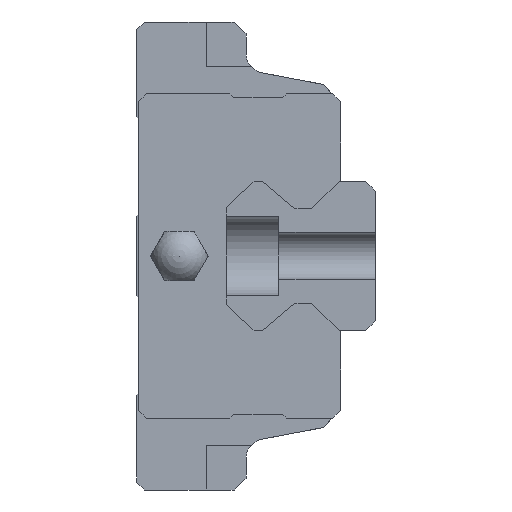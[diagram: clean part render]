
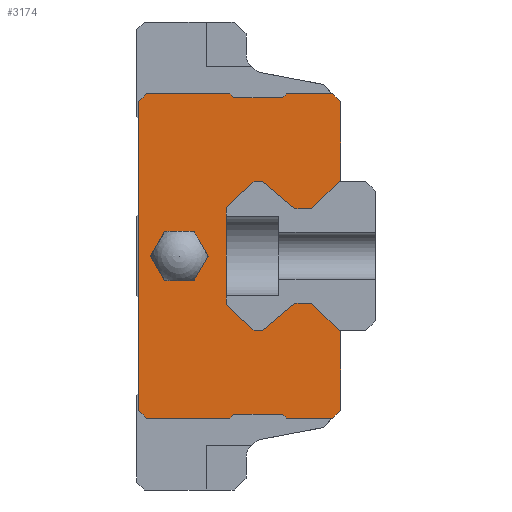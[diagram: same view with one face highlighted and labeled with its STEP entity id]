
A CAD part, left-side view. The second image highlights one B-rep face of the part: STEP entity #3174.
In plain terms, the highlighted planar face has unit normal (-1, 0, 0).
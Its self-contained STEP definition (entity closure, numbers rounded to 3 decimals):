
#683=ORIENTED_EDGE('',*,*,#1187,.F.);
#684=ORIENTED_EDGE('',*,*,#1184,.F.);
#685=ORIENTED_EDGE('',*,*,#1181,.F.);
#686=ORIENTED_EDGE('',*,*,#1178,.F.);
#687=ORIENTED_EDGE('',*,*,#1175,.F.);
#688=ORIENTED_EDGE('',*,*,#1172,.F.);
#689=ORIENTED_EDGE('',*,*,#1167,.F.);
#690=ORIENTED_EDGE('',*,*,#1337,.F.);
#691=ORIENTED_EDGE('',*,*,#1335,.F.);
#692=ORIENTED_EDGE('',*,*,#1333,.F.);
#693=ORIENTED_EDGE('',*,*,#1331,.F.);
#694=ORIENTED_EDGE('',*,*,#1329,.F.);
#695=ORIENTED_EDGE('',*,*,#1327,.F.);
#696=ORIENTED_EDGE('',*,*,#1325,.F.);
#697=ORIENTED_EDGE('',*,*,#1323,.F.);
#698=ORIENTED_EDGE('',*,*,#1321,.F.);
#699=ORIENTED_EDGE('',*,*,#1356,.F.);
#700=ORIENTED_EDGE('',*,*,#1354,.F.);
#701=ORIENTED_EDGE('',*,*,#1352,.F.);
#702=ORIENTED_EDGE('',*,*,#1350,.F.);
#703=ORIENTED_EDGE('',*,*,#1348,.F.);
#704=ORIENTED_EDGE('',*,*,#1346,.F.);
#705=ORIENTED_EDGE('',*,*,#1344,.F.);
#706=ORIENTED_EDGE('',*,*,#1342,.F.);
#707=ORIENTED_EDGE('',*,*,#1340,.F.);
#708=ORIENTED_EDGE('',*,*,#1338,.F.);
#709=ORIENTED_EDGE('',*,*,#1199,.F.);
#710=ORIENTED_EDGE('',*,*,#1196,.F.);
#711=ORIENTED_EDGE('',*,*,#1193,.F.);
#712=ORIENTED_EDGE('',*,*,#1190,.F.);
#713=ORIENTED_EDGE('',*,*,#1357,.T.);
#714=ORIENTED_EDGE('',*,*,#1358,.T.);
#715=ORIENTED_EDGE('',*,*,#1359,.T.);
#716=ORIENTED_EDGE('',*,*,#1360,.T.);
#717=ORIENTED_EDGE('',*,*,#1361,.T.);
#718=ORIENTED_EDGE('',*,*,#1362,.T.);
#1167=EDGE_CURVE('',#1595,#1596,#1886,.T.);
#1172=EDGE_CURVE('',#1596,#1600,#1891,.T.);
#1175=EDGE_CURVE('',#1600,#1602,#1894,.T.);
#1178=EDGE_CURVE('',#1602,#1604,#1897,.T.);
#1181=EDGE_CURVE('',#1604,#1606,#1900,.T.);
#1184=EDGE_CURVE('',#1606,#1608,#1903,.T.);
#1187=EDGE_CURVE('',#1608,#1610,#1906,.T.);
#1190=EDGE_CURVE('',#1610,#1612,#1909,.T.);
#1193=EDGE_CURVE('',#1612,#1614,#1912,.T.);
#1196=EDGE_CURVE('',#1614,#1616,#1915,.T.);
#1199=EDGE_CURVE('',#1616,#1618,#1918,.T.);
#1321=EDGE_CURVE('',#1685,#1686,#2031,.T.);
#1323=EDGE_CURVE('',#1686,#1687,#2033,.T.);
#1325=EDGE_CURVE('',#1687,#1688,#2035,.T.);
#1327=EDGE_CURVE('',#1688,#1689,#2037,.T.);
#1329=EDGE_CURVE('',#1689,#1690,#2039,.T.);
#1331=EDGE_CURVE('',#1690,#1691,#2041,.T.);
#1333=EDGE_CURVE('',#1691,#1692,#2043,.T.);
#1335=EDGE_CURVE('',#1692,#1693,#2045,.T.);
#1337=EDGE_CURVE('',#1693,#1595,#2047,.T.);
#1338=EDGE_CURVE('',#1618,#1694,#2048,.T.);
#1340=EDGE_CURVE('',#1694,#1695,#2050,.T.);
#1342=EDGE_CURVE('',#1695,#1696,#2052,.T.);
#1344=EDGE_CURVE('',#1696,#1697,#2054,.T.);
#1346=EDGE_CURVE('',#1697,#1698,#2056,.T.);
#1348=EDGE_CURVE('',#1698,#1699,#2058,.T.);
#1350=EDGE_CURVE('',#1699,#1700,#2060,.T.);
#1352=EDGE_CURVE('',#1700,#1701,#2062,.T.);
#1354=EDGE_CURVE('',#1701,#1702,#2064,.T.);
#1356=EDGE_CURVE('',#1702,#1685,#2066,.T.);
#1357=EDGE_CURVE('',#1703,#1704,#2067,.T.);
#1358=EDGE_CURVE('',#1704,#1705,#2068,.T.);
#1359=EDGE_CURVE('',#1705,#1706,#2069,.T.);
#1360=EDGE_CURVE('',#1706,#1707,#2070,.T.);
#1361=EDGE_CURVE('',#1707,#1708,#2071,.T.);
#1362=EDGE_CURVE('',#1708,#1703,#2072,.T.);
#1595=VERTEX_POINT('',#4648);
#1596=VERTEX_POINT('',#4650);
#1600=VERTEX_POINT('',#4660);
#1602=VERTEX_POINT('',#4666);
#1604=VERTEX_POINT('',#4672);
#1606=VERTEX_POINT('',#4678);
#1608=VERTEX_POINT('',#4684);
#1610=VERTEX_POINT('',#4690);
#1612=VERTEX_POINT('',#4696);
#1614=VERTEX_POINT('',#4702);
#1616=VERTEX_POINT('',#4708);
#1618=VERTEX_POINT('',#4714);
#1685=VERTEX_POINT('',#4948);
#1686=VERTEX_POINT('',#4950);
#1687=VERTEX_POINT('',#4954);
#1688=VERTEX_POINT('',#4958);
#1689=VERTEX_POINT('',#4962);
#1690=VERTEX_POINT('',#4966);
#1691=VERTEX_POINT('',#4970);
#1692=VERTEX_POINT('',#4974);
#1693=VERTEX_POINT('',#4978);
#1694=VERTEX_POINT('',#4984);
#1695=VERTEX_POINT('',#4988);
#1696=VERTEX_POINT('',#4992);
#1697=VERTEX_POINT('',#4996);
#1698=VERTEX_POINT('',#5000);
#1699=VERTEX_POINT('',#5004);
#1700=VERTEX_POINT('',#5008);
#1701=VERTEX_POINT('',#5012);
#1702=VERTEX_POINT('',#5016);
#1703=VERTEX_POINT('',#5022);
#1704=VERTEX_POINT('',#5023);
#1705=VERTEX_POINT('',#5025);
#1706=VERTEX_POINT('',#5027);
#1707=VERTEX_POINT('',#5029);
#1708=VERTEX_POINT('',#5031);
#1886=LINE('',#4649,#2268);
#1891=LINE('',#4659,#2273);
#1894=LINE('',#4665,#2276);
#1897=LINE('',#4671,#2279);
#1900=LINE('',#4677,#2282);
#1903=LINE('',#4683,#2285);
#1906=LINE('',#4689,#2288);
#1909=LINE('',#4695,#2291);
#1912=LINE('',#4701,#2294);
#1915=LINE('',#4707,#2297);
#1918=LINE('',#4713,#2300);
#2031=LINE('',#4949,#2413);
#2033=LINE('',#4953,#2415);
#2035=LINE('',#4957,#2417);
#2037=LINE('',#4961,#2419);
#2039=LINE('',#4965,#2421);
#2041=LINE('',#4969,#2423);
#2043=LINE('',#4973,#2425);
#2045=LINE('',#4977,#2427);
#2047=LINE('',#4981,#2429);
#2048=LINE('',#4983,#2430);
#2050=LINE('',#4987,#2432);
#2052=LINE('',#4991,#2434);
#2054=LINE('',#4995,#2436);
#2056=LINE('',#4999,#2438);
#2058=LINE('',#5003,#2440);
#2060=LINE('',#5007,#2442);
#2062=LINE('',#5011,#2444);
#2064=LINE('',#5015,#2446);
#2066=LINE('',#5019,#2448);
#2067=LINE('',#5021,#2449);
#2068=LINE('',#5024,#2450);
#2069=LINE('',#5026,#2451);
#2070=LINE('',#5028,#2452);
#2071=LINE('',#5030,#2453);
#2072=LINE('',#5032,#2454);
#2268=VECTOR('',#3710,1000.);
#2273=VECTOR('',#3717,1000.);
#2276=VECTOR('',#3722,1000.);
#2279=VECTOR('',#3727,1000.);
#2282=VECTOR('',#3732,1000.);
#2285=VECTOR('',#3737,1000.);
#2288=VECTOR('',#3742,1000.);
#2291=VECTOR('',#3747,1000.);
#2294=VECTOR('',#3752,1000.);
#2297=VECTOR('',#3757,1000.);
#2300=VECTOR('',#3762,1000.);
#2413=VECTOR('',#3985,1000.);
#2415=VECTOR('',#3989,1000.);
#2417=VECTOR('',#3993,1000.);
#2419=VECTOR('',#3997,1000.);
#2421=VECTOR('',#4001,1000.);
#2423=VECTOR('',#4005,1000.);
#2425=VECTOR('',#4009,1000.);
#2427=VECTOR('',#4013,1000.);
#2429=VECTOR('',#4017,1000.);
#2430=VECTOR('',#4020,1000.);
#2432=VECTOR('',#4024,1000.);
#2434=VECTOR('',#4028,1000.);
#2436=VECTOR('',#4032,1000.);
#2438=VECTOR('',#4036,1000.);
#2440=VECTOR('',#4040,1000.);
#2442=VECTOR('',#4044,1000.);
#2444=VECTOR('',#4048,1000.);
#2446=VECTOR('',#4052,1000.);
#2448=VECTOR('',#4056,1000.);
#2449=VECTOR('',#4059,1000.);
#2450=VECTOR('',#4060,1000.);
#2451=VECTOR('',#4061,1000.);
#2452=VECTOR('',#4062,1000.);
#2453=VECTOR('',#4063,1000.);
#2454=VECTOR('',#4064,1000.);
#2653=EDGE_LOOP('',(#683,#684,#685,#686,#687,#688,#689,#690,#691,#692,#693,
#694,#695,#696,#697,#698,#699,#700,#701,#702,#703,#704,#705,#706,#707,#708,
#709,#710,#711,#712));
#2654=EDGE_LOOP('',(#713,#714,#715,#716,#717,#718));
#2845=FACE_BOUND('',#2653,.T.);
#2846=FACE_BOUND('',#2654,.T.);
#3025=PLANE('',#3403);
#3174=ADVANCED_FACE('',(#2845,#2846),#3025,.F.);
#3403=AXIS2_PLACEMENT_3D('',#5020,#4057,#4058);
#3710=DIRECTION('',(0.,0.707,-0.707));
#3717=DIRECTION('',(0.,1.,0.));
#3722=DIRECTION('',(0.,0.764,0.645));
#3727=DIRECTION('',(0.,1.,0.));
#3732=DIRECTION('',(0.,0.729,-0.685));
#3737=DIRECTION('',(0.,0.,-1.));
#3742=DIRECTION('',(0.,-0.729,-0.685));
#3747=DIRECTION('',(0.,-1.,0.));
#3752=DIRECTION('',(0.,-0.764,0.645));
#3757=DIRECTION('',(0.,-1.,0.));
#3762=DIRECTION('',(0.,-0.707,-0.707));
#3985=DIRECTION('',(0.,-0.707,0.707));
#3989=DIRECTION('',(0.,-1.,0.));
#3993=DIRECTION('',(0.,-0.707,-0.707));
#3997=DIRECTION('',(0.,-1.,0.));
#4001=DIRECTION('',(0.,-0.707,0.707));
#4005=DIRECTION('',(0.,-1.,0.));
#4009=DIRECTION('',(0.,-0.707,-0.707));
#4013=DIRECTION('',(0.,0.,-1.));
#4017=DIRECTION('',(0.,1.,0.));
#4020=DIRECTION('',(0.,-1.,0.));
#4024=DIRECTION('',(0.,0.,-1.));
#4028=DIRECTION('',(0.,0.707,-0.707));
#4032=DIRECTION('',(0.,1.,0.));
#4036=DIRECTION('',(0.,0.707,0.707));
#4040=DIRECTION('',(0.,1.,0.));
#4044=DIRECTION('',(0.,0.707,-0.707));
#4048=DIRECTION('',(0.,1.,0.));
#4052=DIRECTION('',(0.,0.707,0.707));
#4056=DIRECTION('',(0.,0.,1.));
#4057=DIRECTION('',(1.,0.,0.));
#4058=DIRECTION('',(0.,0.,-1.));
#4059=DIRECTION('',(0.,1.,0.));
#4060=DIRECTION('',(0.,0.5,0.866));
#4061=DIRECTION('',(0.,-0.5,0.866));
#4062=DIRECTION('',(0.,-1.,0.));
#4063=DIRECTION('',(0.,-0.5,-0.866));
#4064=DIRECTION('',(0.,0.5,-0.866));
#4648=CARTESIAN_POINT('',(-30.1,-24.35,7.5));
#4649=CARTESIAN_POINT('',(-30.1,-24.35,7.5));
#4650=CARTESIAN_POINT('',(-30.1,-21.6,4.75));
#4659=CARTESIAN_POINT('',(-30.1,-21.6,4.75));
#4660=CARTESIAN_POINT('',(-30.1,-19.9,4.75));
#4665=CARTESIAN_POINT('',(-30.1,-19.9,4.75));
#4666=CARTESIAN_POINT('',(-30.1,-16.64,7.5));
#4671=CARTESIAN_POINT('',(-30.1,-16.64,7.5));
#4672=CARTESIAN_POINT('',(-30.1,-15.8,7.5));
#4677=CARTESIAN_POINT('',(-30.1,-15.8,7.5));
#4678=CARTESIAN_POINT('',(-30.1,-13.,4.87));
#4683=CARTESIAN_POINT('',(-30.1,-13.,4.87));
#4684=CARTESIAN_POINT('',(-30.1,-13.,-4.87));
#4689=CARTESIAN_POINT('',(-30.1,-13.,-4.87));
#4690=CARTESIAN_POINT('',(-30.1,-15.8,-7.5));
#4695=CARTESIAN_POINT('',(-30.1,-15.8,-7.5));
#4696=CARTESIAN_POINT('',(-30.1,-16.64,-7.5));
#4701=CARTESIAN_POINT('',(-30.1,-16.64,-7.5));
#4702=CARTESIAN_POINT('',(-30.1,-19.9,-4.75));
#4707=CARTESIAN_POINT('',(-30.1,-19.9,-4.75));
#4708=CARTESIAN_POINT('',(-30.1,-21.6,-4.75));
#4713=CARTESIAN_POINT('',(-30.1,-21.6,-4.75));
#4714=CARTESIAN_POINT('',(-30.1,-24.35,-7.5));
#4948=CARTESIAN_POINT('',(-30.1,-4.2,15.5));
#4949=CARTESIAN_POINT('',(-30.1,-4.2,15.5));
#4950=CARTESIAN_POINT('',(-30.1,-5.,16.3));
#4953=CARTESIAN_POINT('',(-30.1,-5.,16.3));
#4954=CARTESIAN_POINT('',(-30.1,-13.36,16.3));
#4957=CARTESIAN_POINT('',(-30.1,-13.36,16.3));
#4958=CARTESIAN_POINT('',(-30.1,-13.76,15.9));
#4961=CARTESIAN_POINT('',(-30.1,-13.76,15.9));
#4962=CARTESIAN_POINT('',(-30.1,-18.66,15.9));
#4965=CARTESIAN_POINT('',(-30.1,-18.66,15.9));
#4966=CARTESIAN_POINT('',(-30.1,-19.06,16.3));
#4969=CARTESIAN_POINT('',(-30.1,-19.06,16.3));
#4970=CARTESIAN_POINT('',(-30.1,-23.7,16.3));
#4973=CARTESIAN_POINT('',(-30.1,-23.7,16.3));
#4974=CARTESIAN_POINT('',(-30.1,-24.5,15.5));
#4977=CARTESIAN_POINT('',(-30.1,-24.5,15.5));
#4978=CARTESIAN_POINT('',(-30.1,-24.5,7.5));
#4981=CARTESIAN_POINT('',(-30.1,-24.5,7.5));
#4983=CARTESIAN_POINT('',(-30.1,-24.35,-7.5));
#4984=CARTESIAN_POINT('',(-30.1,-24.5,-7.5));
#4987=CARTESIAN_POINT('',(-30.1,-24.5,-7.5));
#4988=CARTESIAN_POINT('',(-30.1,-24.5,-15.5));
#4991=CARTESIAN_POINT('',(-30.1,-24.5,-15.5));
#4992=CARTESIAN_POINT('',(-30.1,-23.7,-16.3));
#4995=CARTESIAN_POINT('',(-30.1,-23.7,-16.3));
#4996=CARTESIAN_POINT('',(-30.1,-19.06,-16.3));
#4999=CARTESIAN_POINT('',(-30.1,-19.06,-16.3));
#5000=CARTESIAN_POINT('',(-30.1,-18.66,-15.9));
#5003=CARTESIAN_POINT('',(-30.1,-18.66,-15.9));
#5004=CARTESIAN_POINT('',(-30.1,-13.76,-15.9));
#5007=CARTESIAN_POINT('',(-30.1,-13.76,-15.9));
#5008=CARTESIAN_POINT('',(-30.1,-13.36,-16.3));
#5011=CARTESIAN_POINT('',(-30.1,-13.36,-16.3));
#5012=CARTESIAN_POINT('',(-30.1,-5.,-16.3));
#5015=CARTESIAN_POINT('',(-30.1,-5.,-16.3));
#5016=CARTESIAN_POINT('',(-30.1,-4.2,-15.5));
#5019=CARTESIAN_POINT('',(-30.1,-4.2,-15.5));
#5020=CARTESIAN_POINT('',(-30.1,0.,0.));
#5021=CARTESIAN_POINT('',(-30.1,-9.743,-2.5));
#5022=CARTESIAN_POINT('',(-30.1,-9.743,-2.5));
#5023=CARTESIAN_POINT('',(-30.1,-6.857,-2.5));
#5024=CARTESIAN_POINT('',(-30.1,-6.857,-2.5));
#5025=CARTESIAN_POINT('',(-30.1,-5.413,0.));
#5026=CARTESIAN_POINT('',(-30.1,-5.413,0.));
#5027=CARTESIAN_POINT('',(-30.1,-6.857,2.5));
#5028=CARTESIAN_POINT('',(-30.1,-6.857,2.5));
#5029=CARTESIAN_POINT('',(-30.1,-9.743,2.5));
#5030=CARTESIAN_POINT('',(-30.1,-9.743,2.5));
#5031=CARTESIAN_POINT('',(-30.1,-11.187,0.));
#5032=CARTESIAN_POINT('',(-30.1,-11.187,0.));
